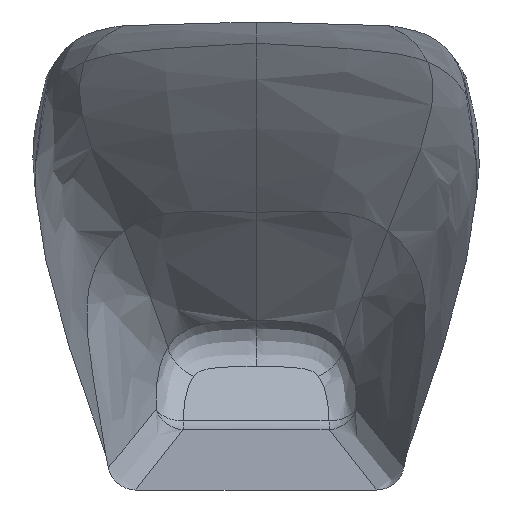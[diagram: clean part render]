
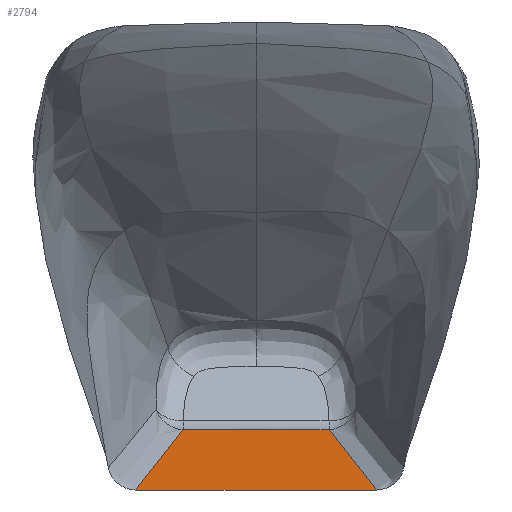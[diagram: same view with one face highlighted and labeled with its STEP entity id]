
A CAD part, left-side view. The second image highlights one B-rep face of the part: STEP entity #2794.
In plain terms, the highlighted planar face has unit normal (0.331, 0, -0.944).
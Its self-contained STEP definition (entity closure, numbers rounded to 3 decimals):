
#2209=CARTESIAN_POINT('Vertex',(231.232,98.206,-90.89)) ;
#2213=CARTESIAN_POINT('Control Point',(0.,162.053,-172.)) ;
#2214=CARTESIAN_POINT('Control Point',(1.228,161.708,-171.569)) ;
#2215=CARTESIAN_POINT('Control Point',(2.461,161.361,-171.137)) ;
#2216=CARTESIAN_POINT('Control Point',(3.754,160.998,-170.683)) ;
#2217=CARTESIAN_POINT('Control Point',(7.535,159.933,-169.357)) ;
#2218=CARTESIAN_POINT('Control Point',(11.318,158.865,-168.03)) ;
#2219=CARTESIAN_POINT('Control Point',(13.874,158.143,-167.134)) ;
#2220=CARTESIAN_POINT('Control Point',(29.485,153.724,-161.658)) ;
#2221=CARTESIAN_POINT('Control Point',(45.126,149.264,-156.171)) ;
#2222=CARTESIAN_POINT('Control Point',(58.235,145.515,-151.573)) ;
#2223=CARTESIAN_POINT('Control Point',(80.29,139.209,-143.837)) ;
#2224=CARTESIAN_POINT('Control Point',(102.507,132.895,-136.044)) ;
#2225=CARTESIAN_POINT('Control Point',(111.502,130.347,-132.888)) ;
#2226=CARTESIAN_POINT('Control Point',(131.163,124.811,-125.992)) ;
#2227=CARTESIAN_POINT('Control Point',(151.002,119.31,-119.033)) ;
#2228=CARTESIAN_POINT('Control Point',(161.77,116.357,-115.256)) ;
#2229=CARTESIAN_POINT('Control Point',(180.654,111.246,-108.632)) ;
#2230=CARTESIAN_POINT('Control Point',(199.728,106.227,-101.941)) ;
#2231=CARTESIAN_POINT('Control Point',(207.859,104.115,-99.089)) ;
#2232=CARTESIAN_POINT('Control Point',(217.432,101.666,-95.731)) ;
#2233=CARTESIAN_POINT('Control Point',(227.044,99.252,-92.36)) ;
#2234=CARTESIAN_POINT('Control Point',(228.439,98.902,-91.87)) ;
#2235=CARTESIAN_POINT('Control Point',(229.835,98.553,-91.38)) ;
#2236=CARTESIAN_POINT('Control Point',(231.232,98.206,-90.89)) ;
#2237=CARTESIAN_POINT('Vertex',(0.,162.053,-172.)) ;
#2743=CARTESIAN_POINT('Axis2P3D Location',(120.741,0.,-129.648)) ;
#2748=CARTESIAN_POINT('Line Origine',(0.,0.,-172.)) ;
#2752=CARTESIAN_POINT('Vertex',(0.,-162.053,-172.)) ;
#2755=CARTESIAN_POINT('Line Origine',(231.232,0.,-90.89)) ;
#2759=CARTESIAN_POINT('Vertex',(231.232,-98.206,-90.89)) ;
#2763=CARTESIAN_POINT('Control Point',(231.232,-98.206,-90.89)) ;
#2764=CARTESIAN_POINT('Control Point',(228.407,-98.909,-91.881)) ;
#2765=CARTESIAN_POINT('Control Point',(225.584,-99.616,-92.872)) ;
#2766=CARTESIAN_POINT('Control Point',(222.764,-100.326,-93.861)) ;
#2767=CARTESIAN_POINT('Control Point',(211.198,-103.256,-97.918)) ;
#2768=CARTESIAN_POINT('Control Point',(199.694,-106.233,-101.953)) ;
#2769=CARTESIAN_POINT('Control Point',(191.052,-108.502,-104.984)) ;
#2770=CARTESIAN_POINT('Control Point',(170.867,-113.875,-112.065)) ;
#2771=CARTESIAN_POINT('Control Point',(150.892,-119.337,-119.071)) ;
#2772=CARTESIAN_POINT('Control Point',(139.536,-122.481,-123.055)) ;
#2773=CARTESIAN_POINT('Control Point',(121.688,-127.472,-129.315)) ;
#2774=CARTESIAN_POINT('Control Point',(103.973,-132.482,-135.529)) ;
#2775=CARTESIAN_POINT('Control Point',(97.504,-134.317,-137.798)) ;
#2776=CARTESIAN_POINT('Control Point',(77.806,-139.92,-144.708)) ;
#2777=CARTESIAN_POINT('Control Point',(58.235,-145.515,-151.573)) ;
#2778=CARTESIAN_POINT('Control Point',(45.126,-149.264,-156.171)) ;
#2779=CARTESIAN_POINT('Control Point',(29.485,-153.724,-161.658)) ;
#2780=CARTESIAN_POINT('Control Point',(13.874,-158.143,-167.134)) ;
#2781=CARTESIAN_POINT('Control Point',(11.318,-158.865,-168.03)) ;
#2782=CARTESIAN_POINT('Control Point',(7.535,-159.933,-169.357)) ;
#2783=CARTESIAN_POINT('Control Point',(3.754,-160.998,-170.683)) ;
#2784=CARTESIAN_POINT('Control Point',(2.461,-161.361,-171.137)) ;
#2785=CARTESIAN_POINT('Control Point',(1.228,-161.708,-171.569)) ;
#2786=CARTESIAN_POINT('Control Point',(0.,-162.053,-172.)) ;
#2744=DIRECTION('Axis2P3D Direction',(0.331,0.,-0.944)) ;
#2745=DIRECTION('Axis2P3D XDirection',(0.,1.,0.)) ;
#2749=DIRECTION('Vector Direction',(0.,-1.,0.)) ;
#2756=DIRECTION('Vector Direction',(0.,1.,0.)) ;
#2746=AXIS2_PLACEMENT_3D('Plane Axis2P3D',#2743,#2744,#2745) ;
#2789=ORIENTED_EDGE('',*,*,#2754,.F.) ;
#2790=ORIENTED_EDGE('',*,*,#2239,.T.) ;
#2791=ORIENTED_EDGE('',*,*,#2761,.T.) ;
#2792=ORIENTED_EDGE('',*,*,#2787,.F.) ;
#2750=VECTOR('Line Direction',#2749,1.) ;
#2757=VECTOR('Line Direction',#2756,1.) ;
#2794=ADVANCED_FACE('Cong\X2\00E9\X0\ ar\X2\00EA\X0\te.4',(#2793),#2747,.T.) ;
#2212=B_SPLINE_CURVE_WITH_KNOTS('',5,(#2213,#2214,#2215,#2216,#2217,#2218,#2219,#2220,#2221,#2222,#2223,#2224,#2225,#2226,#2227,#2228,#2229,#2230,#2231,#2232,#2233,#2234,#2235,#2236),.UNSPECIFIED.,.F.,.U.,(6,3,3,3,3,3,3,6),(76.768,86.965,108.171,216.481,289.71,375.986,439.878,450.721),.UNSPECIFIED.) ;
#2762=B_SPLINE_CURVE_WITH_KNOTS('',5,(#2763,#2764,#2765,#2766,#2767,#2768,#2769,#2770,#2771,#2772,#2773,#2774,#2775,#2776,#2777,#2778,#2779,#2780,#2781,#2782,#2783,#2784,#2785,#2786),.UNSPECIFIED.,.F.,.U.,(6,3,3,3,3,3,3,6),(286.761,308.698,376.851,468.228,521.01,629.319,650.525,660.722),.UNSPECIFIED.) ;
#2239=EDGE_CURVE('',#2238,#2210,#2212,.T.) ;
#2754=EDGE_CURVE('',#2238,#2753,#2751,.T.) ;
#2761=EDGE_CURVE('',#2210,#2760,#2758,.F.) ;
#2787=EDGE_CURVE('',#2753,#2760,#2762,.F.) ;
#2788=EDGE_LOOP('',(#2789,#2790,#2791,#2792)) ;
#2793=FACE_OUTER_BOUND('',#2788,.T.) ;
#2751=LINE('Line',#2748,#2750) ;
#2758=LINE('Line',#2755,#2757) ;
#2747=PLANE('Plane',#2746) ;
#2210=VERTEX_POINT('',#2209) ;
#2238=VERTEX_POINT('',#2237) ;
#2753=VERTEX_POINT('',#2752) ;
#2760=VERTEX_POINT('',#2759) ;
